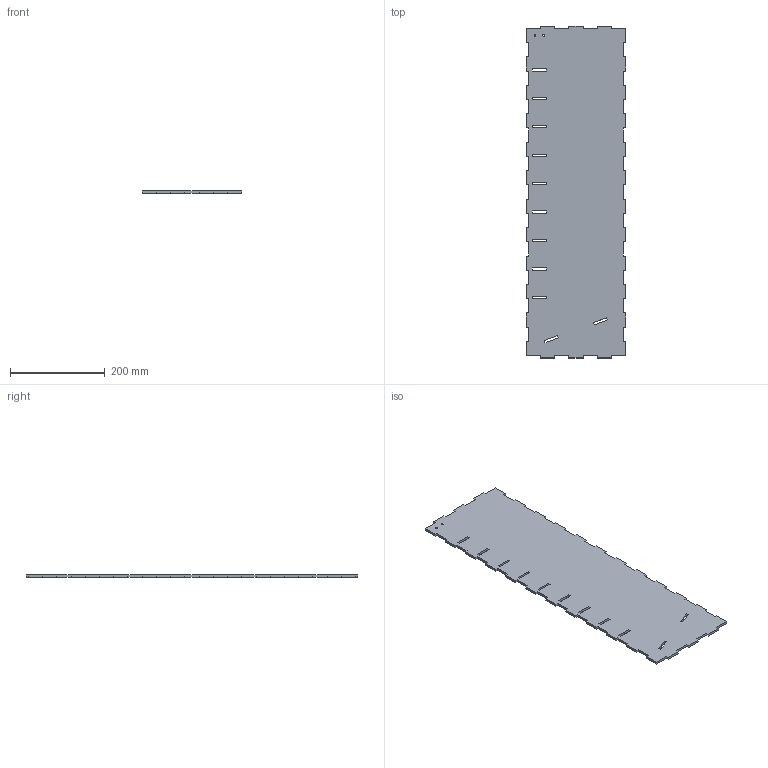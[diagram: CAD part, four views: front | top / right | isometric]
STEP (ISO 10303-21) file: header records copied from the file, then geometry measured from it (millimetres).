
FILE_DESCRIPTION(/* description */ (''),/* implementation_level */ '2;1');
FILE_NAME(/* name */ 'Корпус бок.step',/* time_stamp */ '2024-02-11T19:38:57+03:00',/* author */ ('К'),/* organization */ (''),/* preprocessor_version */ 'ST-DEVELOPER v18.1',/* originating_system */ 'Autodesk Inventor 2022',/* authorisation */ '');
FILE_SCHEMA (('AUTOMOTIVE_DESIGN { 1 0 10303 214 3 1 1 }'));
Length unit declared in the file: millimetre
Products named in the file (1): Корпус
Bounding box: 210 x 700 x 5 mm (x, y, z)
Volume: 704159.2 mm3; surface area: 296020.5 mm2
Topology: 1 solids, 1 shells, 164 faces, 486 edges, 324 vertices
Faces by surface type: plane 162, cylinder 2
Full cylindrical faces by diameter (mm): 3.4 x2
Entity records: 5474 total; most frequent: CARTESIAN_POINT 975, ORIENTED_EDGE 972, DIRECTION 820, EDGE_CURVE 486, LINE 482, VECTOR 482, VERTEX_POINT 324, EDGE_LOOP 190
